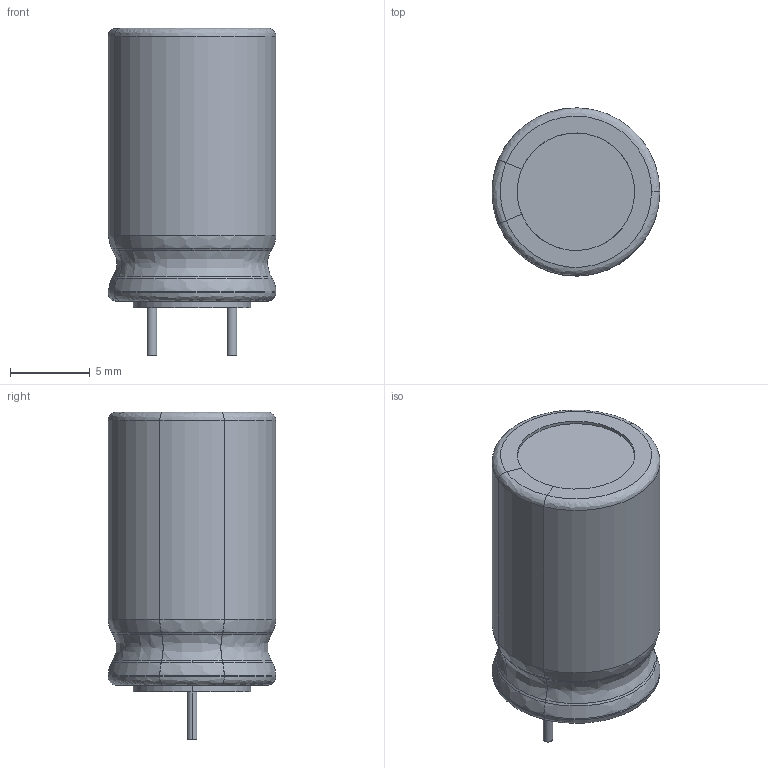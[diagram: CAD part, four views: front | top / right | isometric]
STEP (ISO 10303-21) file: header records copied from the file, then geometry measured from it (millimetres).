
FILE_DESCRIPTION (( 'STEP AP214' ), '1' );
FILE_NAME ('User Library-CapAluRadial_D100H160.STEP', '2019-04-04T15:49:05', ( '' ), ( '' ), 'SwSTEP 2.0', 'SolidWorks 2019', '' );
FILE_SCHEMA (( 'AUTOMOTIVE_DESIGN' ));
Length unit declared in the file: centimetre
Products named in the file (6): User Library-CapAluRadial_D100H160; User Library-CapAluRadial_D100H160_lead; User Library-CapAluRadial_D100H160_shell_and_minus_2; User Library-CapAluRadial_D100H160_can; User Library-CapAluRadial_D100H160_rubber_pad; User Library-CapAluRadial_D100H160_shell_and_minus
Assembly tree (6 placements, depth 2):
  User Library-CapAluRadial_D100H160
    User Library-CapAluRadial_D100H160_rubber_pad
    User Library-CapAluRadial_D100H160_can
    User Library-CapAluRadial_D100H160_shell_and_minus
    User Library-CapAluRadial_D100H160_shell_and_minus_2
    User Library-CapAluRadial_D100H160_lead  x2
Bounding box: 10.48 x 10.5 x 20.5 mm (x, y, z)
Volume: 1457 mm3; surface area: 1716.8 mm2
Topology: 6 solids, 6 shells, 55 faces, 125 edges, 82 vertices
Faces by surface type: cylinder 17, plane 16, bspline 15, cone 7
Entity records: 2526 total; most frequent: CARTESIAN_POINT 616, ORIENTED_EDGE 238, DIRECTION 236, EDGE_CURVE 119, AXIS2_PLACEMENT_3D 98, VERTEX_POINT 78, UNCERTAINTY_MEASURE_WITH_UNIT 67, FILL_AREA_STYLE 61
